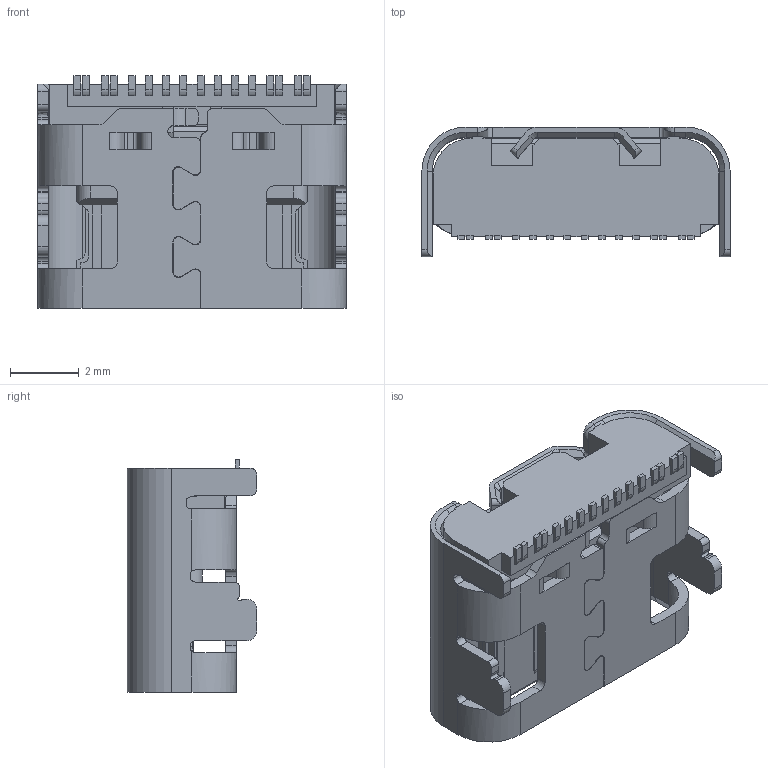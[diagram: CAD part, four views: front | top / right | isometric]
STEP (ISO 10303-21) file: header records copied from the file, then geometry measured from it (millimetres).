
FILE_DESCRIPTION (( 'STEP AP214' ), '1' );
FILE_NAME ('10171746-00021LF.STEP', '2024-11-03T13:10:33', ( '' ), ( '' ), 'SwSTEP 2.0', 'SolidWorks 2021', '' );
FILE_SCHEMA (( 'AUTOMOTIVE_DESIGN' ));
Length unit declared in the file: millimetre
Products named in the file (1): 10171746-00021LF
Bounding box: 8.94 x 3.76 x 6.75 mm (x, y, z)
Volume: 95.3 mm3; surface area: 427.6 mm2
Topology: 1 solids, 1 shells, 666 faces, 1968 edges, 1278 vertices
Faces by surface type: plane 470, cylinder 177, cone 13, bspline 6
Entity records: 28832 total; most frequent: CARTESIAN_POINT 5143, ORIENTED_EDGE 3932, DIRECTION 3540, EDGE_CURVE 1966, LINE 1502, VECTOR 1502, VERTEX_POINT 1278, AXIS2_PLACEMENT_3D 1019
